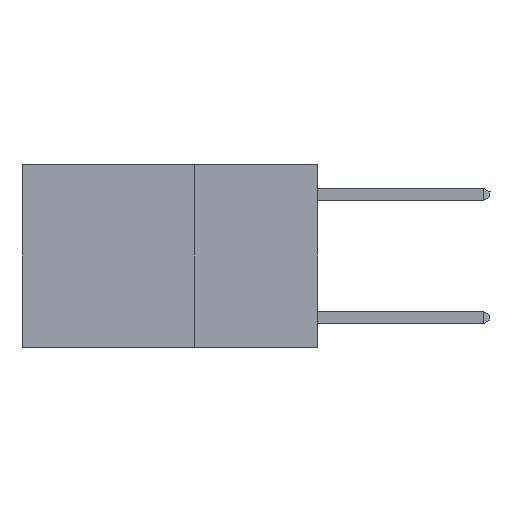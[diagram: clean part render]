
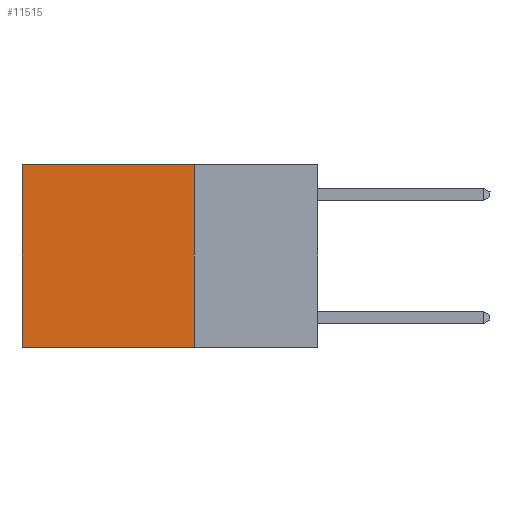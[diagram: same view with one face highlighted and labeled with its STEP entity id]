
A CAD part, left-side view. The second image highlights one B-rep face of the part: STEP entity #11515.
In plain terms, the highlighted planar face has unit normal (-1, 0, 0).
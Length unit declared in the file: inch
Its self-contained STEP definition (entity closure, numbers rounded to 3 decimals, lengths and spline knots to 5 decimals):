
#708 = AXIS2_PLACEMENT_3D ( 'NONE', #7861, #9271, #830 ) ;
#830 = DIRECTION ( 'NONE',  ( 0., 0., -1. ) ) ;
#846 = EDGE_CURVE ( 'NONE', #10090, #4128, #13289, .T. ) ;
#1192 = LINE ( 'NONE', #13378, #11531 ) ;
#2889 = DIRECTION ( 'NONE',  ( 0., 0., -1. ) ) ;
#4008 = DIRECTION ( 'NONE',  ( 0., 1., 0. ) ) ;
#4128 = VERTEX_POINT ( 'NONE', #8113 ) ;
#5396 = VECTOR ( 'NONE', #2889, 39.37008 ) ;
#6380 = EDGE_LOOP ( 'NONE', ( #15769, #12920, #13604, #10353 ) ) ;
#6406 = DIRECTION ( 'NONE',  ( 0., 1., 0. ) ) ;
#6841 = CARTESIAN_POINT ( 'NONE',  ( 0.2625, 0.25, 0. ) ) ;
#6879 = EDGE_CURVE ( 'NONE', #15231, #16796, #14963, .T. ) ;
#7552 = DIRECTION ( 'NONE',  ( 0., 0., -1. ) ) ;
#7623 = FACE_OUTER_BOUND ( 'NONE', #6380, .T. ) ;
#7861 = CARTESIAN_POINT ( 'NONE',  ( 0.2625, 0.25, 0. ) ) ;
#8113 = CARTESIAN_POINT ( 'NONE',  ( 0.2625, 0.25, -0.37 ) ) ;
#9195 = CARTESIAN_POINT ( 'NONE',  ( 0.2625, 0.6, -0.37 ) ) ;
#9271 = DIRECTION ( 'NONE',  ( 1., 0., 0. ) ) ;
#10090 = VERTEX_POINT ( 'NONE', #12354 ) ;
#10353 = ORIENTED_EDGE ( 'NONE', *, *, #12234, .T. ) ;
#11243 = VECTOR ( 'NONE', #7552, 39.37008 ) ;
#11515 = ADVANCED_FACE ( 'NONE', ( #7623 ), #17600, .F. ) ;
#11531 = VECTOR ( 'NONE', #6406, 39.37008 ) ;
#12133 = EDGE_CURVE ( 'NONE', #4128, #16796, #1192, .T. ) ;
#12234 = EDGE_CURVE ( 'NONE', #10090, #15231, #17625, .T. ) ;
#12354 = CARTESIAN_POINT ( 'NONE',  ( 0.2625, 0.25, 0. ) ) ;
#12920 = ORIENTED_EDGE ( 'NONE', *, *, #12133, .F. ) ;
#13289 = LINE ( 'NONE', #14439, #5396 ) ;
#13378 = CARTESIAN_POINT ( 'NONE',  ( 0.2625, 0.25, -0.37 ) ) ;
#13604 = ORIENTED_EDGE ( 'NONE', *, *, #846, .F. ) ;
#14439 = CARTESIAN_POINT ( 'NONE',  ( 0.2625, 0.25, 0. ) ) ;
#14963 = LINE ( 'NONE', #17255, #11243 ) ;
#15231 = VERTEX_POINT ( 'NONE', #17148 ) ;
#15769 = ORIENTED_EDGE ( 'NONE', *, *, #6879, .T. ) ;
#16796 = VERTEX_POINT ( 'NONE', #9195 ) ;
#17148 = CARTESIAN_POINT ( 'NONE',  ( 0.2625, 0.6, 0. ) ) ;
#17187 = VECTOR ( 'NONE', #4008, 39.37008 ) ;
#17255 = CARTESIAN_POINT ( 'NONE',  ( 0.2625, 0.6, 0. ) ) ;
#17600 = PLANE ( 'NONE',  #708 ) ;
#17625 = LINE ( 'NONE', #6841, #17187 ) ;
